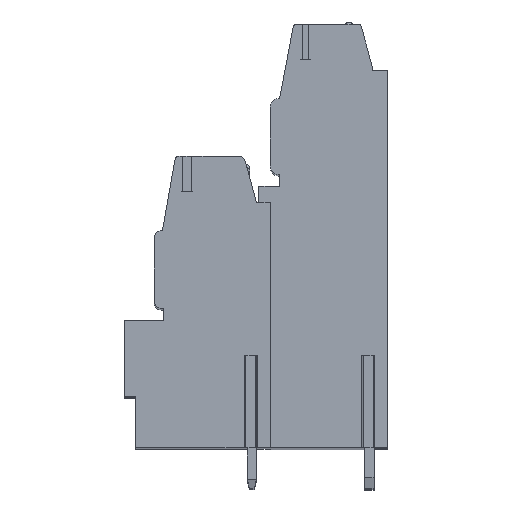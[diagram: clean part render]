
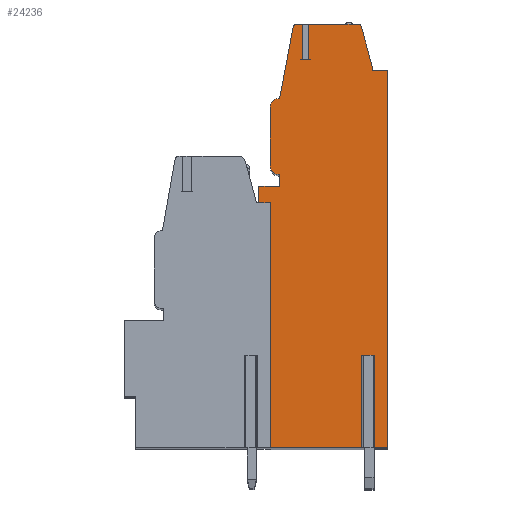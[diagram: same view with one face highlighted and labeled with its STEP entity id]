
A CAD part, top view. The second image highlights one B-rep face of the part: STEP entity #24236.
In plain terms, the highlighted planar face has unit normal (0, 0, 1).
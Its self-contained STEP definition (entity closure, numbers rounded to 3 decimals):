
#13=DIRECTION('',(0.,1.,0.));
#14=VECTOR('',#13,14.45);
#15=CARTESIAN_POINT('',(1.,-19.1,83.82));
#16=LINE('',#15,#14);
#17=DIRECTION('',(0.,-1.,0.));
#18=VECTOR('',#17,1.45);
#19=CARTESIAN_POINT('',(0.,3.5,83.82));
#20=LINE('',#19,#18);
#21=DIRECTION('',(-1.,0.,0.));
#22=VECTOR('',#21,1.8);
#23=CARTESIAN_POINT('',(1.8,3.5,83.82));
#24=LINE('',#23,#22);
#25=DIRECTION('',(0.,-1.,0.));
#26=VECTOR('',#25,1.);
#27=CARTESIAN_POINT('',(1.8,4.5,83.82));
#28=LINE('',#27,#26);
#29=CARTESIAN_POINT('',(1.8,5.3,83.82));
#30=DIRECTION('',(0.,0.,1.));
#31=DIRECTION('',(-1.,0.,0.));
#32=AXIS2_PLACEMENT_3D('',#29,#30,#31);
#34=DIRECTION('',(0.,-1.,0.));
#35=VECTOR('',#34,5.);
#36=CARTESIAN_POINT('',(1.,10.3,83.82));
#37=LINE('',#36,#35);
#38=CARTESIAN_POINT('',(1.8,10.3,83.82));
#39=DIRECTION('',(0.,0.,1.));
#40=DIRECTION('',(0.,1.,0.));
#41=AXIS2_PLACEMENT_3D('',#38,#39,#40);
#43=DIRECTION('',(-0.186,-0.983,0.));
#44=VECTOR('',#43,6.265);
#45=CARTESIAN_POINT('',(2.964,17.256,83.82));
#46=LINE('',#45,#44);
#47=CARTESIAN_POINT('',(3.259,17.2,83.82));
#48=DIRECTION('',(0.,0.,1.));
#49=DIRECTION('',(0.,1.,0.));
#50=AXIS2_PLACEMENT_3D('',#47,#48,#49);
#52=DIRECTION('',(-1.,0.,0.));
#53=VECTOR('',#52,0.551);
#54=CARTESIAN_POINT('',(3.81,17.5,83.82));
#55=LINE('',#54,#53);
#56=DIRECTION('',(0.,-1.,0.));
#57=VECTOR('',#56,3.05);
#58=CARTESIAN_POINT('',(3.81,17.5,83.82));
#59=LINE('',#58,#57);
#60=DIRECTION('',(1.,0.,0.));
#61=VECTOR('',#60,0.5);
#62=CARTESIAN_POINT('',(3.81,14.45,83.82));
#63=LINE('',#62,#61);
#64=DIRECTION('',(0.,-1.,0.));
#65=VECTOR('',#64,3.05);
#66=CARTESIAN_POINT('',(4.31,17.5,83.82));
#67=LINE('',#66,#65);
#68=DIRECTION('',(-1.,0.,0.));
#69=VECTOR('',#68,4.27);
#70=CARTESIAN_POINT('',(8.58,17.5,83.82));
#71=LINE('',#70,#69);
#72=CARTESIAN_POINT('',(8.58,17.2,83.82));
#73=DIRECTION('',(0.,0.,1.));
#74=DIRECTION('',(0.965,0.261,0.));
#75=AXIS2_PLACEMENT_3D('',#72,#73,#74);
#77=DIRECTION('',(-0.261,0.965,0.));
#78=VECTOR('',#77,3.539);
#79=CARTESIAN_POINT('',(9.792,13.861,83.82));
#80=LINE('',#79,#78);
#81=DIRECTION('',(-0.035,0.999,0.));
#82=VECTOR('',#81,0.361);
#83=CARTESIAN_POINT('',(9.805,13.5,83.82));
#84=LINE('',#83,#82);
#85=DIRECTION('',(-1.,0.,0.));
#86=VECTOR('',#85,1.355);
#87=CARTESIAN_POINT('',(11.16,13.5,83.82));
#88=LINE('',#87,#86);
#89=DIRECTION('',(0.,1.,0.));
#90=VECTOR('',#89,32.6);
#91=CARTESIAN_POINT('',(11.16,-19.1,83.82));
#92=LINE('',#91,#90);
#93=DIRECTION('',(1.,0.,0.));
#94=VECTOR('',#93,1.39);
#95=CARTESIAN_POINT('',(9.77,-19.1,83.82));
#96=LINE('',#95,#94);
#97=DIRECTION('',(0.,1.,0.));
#98=VECTOR('',#97,8.);
#99=CARTESIAN_POINT('',(9.77,-19.1,83.82));
#100=LINE('',#99,#98);
#101=DIRECTION('',(-1.,0.,0.));
#102=VECTOR('',#101,0.62);
#103=CARTESIAN_POINT('',(9.77,-11.1,83.82));
#104=LINE('',#103,#102);
#105=DIRECTION('',(0.,1.,0.));
#106=VECTOR('',#105,8.);
#107=CARTESIAN_POINT('',(9.15,-19.1,83.82));
#108=LINE('',#107,#106);
#109=DIRECTION('',(1.,0.,0.));
#110=VECTOR('',#109,8.15);
#111=CARTESIAN_POINT('',(1.,-19.1,83.82));
#112=LINE('',#111,#110);
#133=DIRECTION('',(-1.,0.,0.));
#134=VECTOR('',#133,1.195);
#135=CARTESIAN_POINT('',(1.,-4.65,83.82));
#136=LINE('',#135,#134);
#141=DIRECTION('',(-1.,0.,0.));
#142=VECTOR('',#141,0.195);
#143=CARTESIAN_POINT('',(0.,2.05,83.82));
#144=LINE('',#143,#142);
#827=DIRECTION('',(0.,-1.,0.));
#828=VECTOR('',#827,6.7);
#829=CARTESIAN_POINT('',(-0.195,2.05,83.82));
#830=LINE('',#829,#828);
#19030=CARTESIAN_POINT('',(11.16,-19.1,83.82));
#19031=CARTESIAN_POINT('',(11.16,13.5,83.82));
#19032=VERTEX_POINT('',#19030);
#19033=VERTEX_POINT('',#19031);
#19034=CARTESIAN_POINT('',(9.805,13.5,83.82));
#19035=VERTEX_POINT('',#19034);
#19036=CARTESIAN_POINT('',(9.792,13.861,83.82));
#19037=VERTEX_POINT('',#19036);
#19038=CARTESIAN_POINT('',(8.87,17.278,83.82));
#19039=VERTEX_POINT('',#19038);
#19040=CARTESIAN_POINT('',(8.58,17.5,83.82));
#19041=VERTEX_POINT('',#19040);
#19042=CARTESIAN_POINT('',(3.259,17.5,83.82));
#19043=CARTESIAN_POINT('',(2.964,17.256,83.82));
#19044=VERTEX_POINT('',#19042);
#19045=VERTEX_POINT('',#19043);
#19046=CARTESIAN_POINT('',(1.8,11.1,83.82));
#19047=VERTEX_POINT('',#19046);
#19048=CARTESIAN_POINT('',(1.,10.3,83.82));
#19049=VERTEX_POINT('',#19048);
#19050=CARTESIAN_POINT('',(1.,5.3,83.82));
#19051=VERTEX_POINT('',#19050);
#19052=CARTESIAN_POINT('',(1.8,4.5,83.82));
#19053=VERTEX_POINT('',#19052);
#19054=CARTESIAN_POINT('',(1.8,3.5,83.82));
#19055=VERTEX_POINT('',#19054);
#19056=CARTESIAN_POINT('',(0.,3.5,83.82));
#19057=VERTEX_POINT('',#19056);
#19162=CARTESIAN_POINT('',(1.,-19.1,83.82));
#19163=VERTEX_POINT('',#19162);
#19188=CARTESIAN_POINT('',(9.77,-11.1,83.82));
#19189=CARTESIAN_POINT('',(9.15,-11.1,83.82));
#19190=VERTEX_POINT('',#19188);
#19191=VERTEX_POINT('',#19189);
#19192=CARTESIAN_POINT('',(9.77,-19.1,83.82));
#19193=VERTEX_POINT('',#19192);
#19194=CARTESIAN_POINT('',(9.15,-19.1,83.82));
#19195=VERTEX_POINT('',#19194);
#19232=CARTESIAN_POINT('',(3.81,14.45,83.82));
#19233=CARTESIAN_POINT('',(4.31,14.45,83.82));
#19234=VERTEX_POINT('',#19232);
#19235=VERTEX_POINT('',#19233);
#19236=CARTESIAN_POINT('',(4.31,17.5,83.82));
#19237=VERTEX_POINT('',#19236);
#19238=CARTESIAN_POINT('',(3.81,17.5,83.82));
#19239=VERTEX_POINT('',#19238);
#19624=CARTESIAN_POINT('',(-0.195,-4.65,83.82));
#19626=VERTEX_POINT('',#19624);
#19628=CARTESIAN_POINT('',(0.,2.05,83.82));
#19629=CARTESIAN_POINT('',(-0.195,2.05,83.82));
#19630=VERTEX_POINT('',#19628);
#19631=VERTEX_POINT('',#19629);
#19636=CARTESIAN_POINT('',(1.,-4.65,83.82));
#19638=VERTEX_POINT('',#19636);
#24175=CARTESIAN_POINT('',(0.,0.,83.82));
#24176=DIRECTION('',(0.,0.,1.));
#24177=DIRECTION('',(1.,0.,0.));
#24178=AXIS2_PLACEMENT_3D('',#24175,#24176,#24177);
#24179=PLANE('',#24178);
#24181=ORIENTED_EDGE('',*,*,#24180,.T.);
#24183=ORIENTED_EDGE('',*,*,#24182,.T.);
#24185=ORIENTED_EDGE('',*,*,#24184,.F.);
#24187=ORIENTED_EDGE('',*,*,#24186,.F.);
#24189=ORIENTED_EDGE('',*,*,#24188,.F.);
#24191=ORIENTED_EDGE('',*,*,#24190,.F.);
#24193=ORIENTED_EDGE('',*,*,#24192,.F.);
#24195=ORIENTED_EDGE('',*,*,#24194,.F.);
#24197=ORIENTED_EDGE('',*,*,#24196,.F.);
#24199=ORIENTED_EDGE('',*,*,#24198,.F.);
#24201=ORIENTED_EDGE('',*,*,#24200,.F.);
#24203=ORIENTED_EDGE('',*,*,#24202,.F.);
#24205=ORIENTED_EDGE('',*,*,#24204,.F.);
#24207=ORIENTED_EDGE('',*,*,#24206,.T.);
#24209=ORIENTED_EDGE('',*,*,#24208,.T.);
#24211=ORIENTED_EDGE('',*,*,#24210,.F.);
#24213=ORIENTED_EDGE('',*,*,#24212,.F.);
#24215=ORIENTED_EDGE('',*,*,#24214,.F.);
#24217=ORIENTED_EDGE('',*,*,#24216,.F.);
#24219=ORIENTED_EDGE('',*,*,#24218,.F.);
#24221=ORIENTED_EDGE('',*,*,#24220,.F.);
#24223=ORIENTED_EDGE('',*,*,#24222,.F.);
#24225=ORIENTED_EDGE('',*,*,#24224,.F.);
#24227=ORIENTED_EDGE('',*,*,#24226,.T.);
#24229=ORIENTED_EDGE('',*,*,#24228,.T.);
#24231=ORIENTED_EDGE('',*,*,#24230,.F.);
#24233=ORIENTED_EDGE('',*,*,#24232,.F.);
#24234=EDGE_LOOP('',(#24181,#24183,#24185,#24187,#24189,#24191,#24193,#24195,
#24197,#24199,#24201,#24203,#24205,#24207,#24209,#24211,#24213,#24215,#24217,
#24219,#24221,#24223,#24225,#24227,#24229,#24231,#24233));
#24235=FACE_OUTER_BOUND('',#24234,.F.);
#33=CIRCLE('',#32,0.8);
#42=CIRCLE('',#41,0.8);
#51=CIRCLE('',#50,0.3);
#76=CIRCLE('',#75,0.3);
#24180=EDGE_CURVE('',#19163,#19638,#16,.T.);
#24182=EDGE_CURVE('',#19638,#19626,#136,.T.);
#24184=EDGE_CURVE('',#19631,#19626,#830,.T.);
#24186=EDGE_CURVE('',#19630,#19631,#144,.T.);
#24188=EDGE_CURVE('',#19057,#19630,#20,.T.);
#24190=EDGE_CURVE('',#19055,#19057,#24,.T.);
#24192=EDGE_CURVE('',#19053,#19055,#28,.T.);
#24194=EDGE_CURVE('',#19051,#19053,#33,.T.);
#24196=EDGE_CURVE('',#19049,#19051,#37,.T.);
#24198=EDGE_CURVE('',#19047,#19049,#42,.T.);
#24200=EDGE_CURVE('',#19045,#19047,#46,.T.);
#24202=EDGE_CURVE('',#19044,#19045,#51,.T.);
#24204=EDGE_CURVE('',#19239,#19044,#55,.T.);
#24206=EDGE_CURVE('',#19239,#19234,#59,.T.);
#24208=EDGE_CURVE('',#19234,#19235,#63,.T.);
#24210=EDGE_CURVE('',#19237,#19235,#67,.T.);
#24212=EDGE_CURVE('',#19041,#19237,#71,.T.);
#24214=EDGE_CURVE('',#19039,#19041,#76,.T.);
#24216=EDGE_CURVE('',#19037,#19039,#80,.T.);
#24218=EDGE_CURVE('',#19035,#19037,#84,.T.);
#24220=EDGE_CURVE('',#19033,#19035,#88,.T.);
#24222=EDGE_CURVE('',#19032,#19033,#92,.T.);
#24224=EDGE_CURVE('',#19193,#19032,#96,.T.);
#24226=EDGE_CURVE('',#19193,#19190,#100,.T.);
#24228=EDGE_CURVE('',#19190,#19191,#104,.T.);
#24230=EDGE_CURVE('',#19195,#19191,#108,.T.);
#24232=EDGE_CURVE('',#19163,#19195,#112,.T.);
#24236=ADVANCED_FACE('',(#24235),#24179,.T.);
